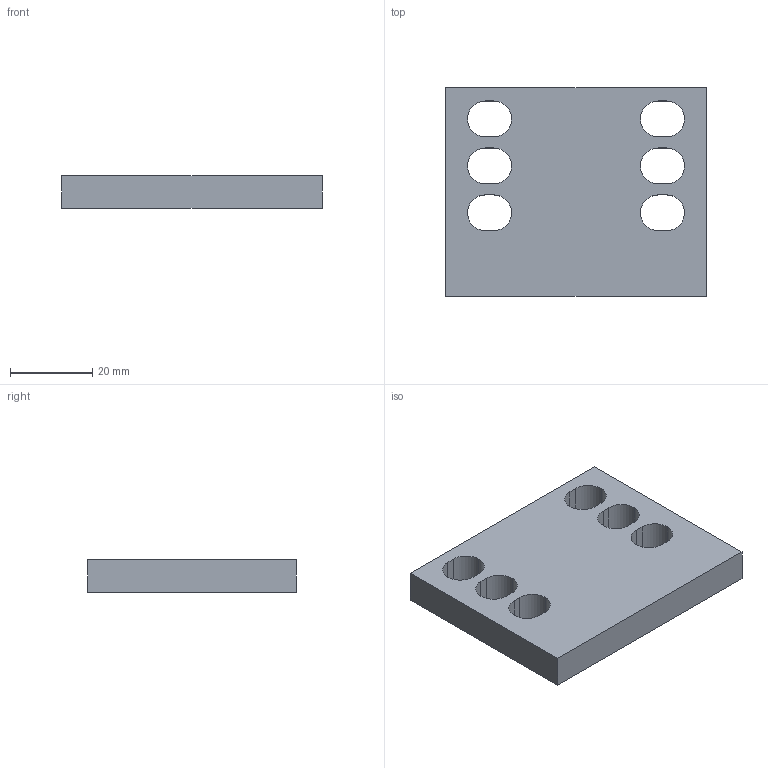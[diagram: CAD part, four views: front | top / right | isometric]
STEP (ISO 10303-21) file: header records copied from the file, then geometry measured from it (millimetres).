
FILE_DESCRIPTION(/* description */ ('STEP AP242','CAx-IF Rec.Pracs.---Representation and Presentation of Product Manufacturing Information (PMI)---4.0---2014-10-13','CAx-IF Rec.Pracs.---3D Tessellated Geometry---0.4---2014-09-14','2;1'),/* implementation_level */ '2;1');
FILE_NAME(/* name */ '628788594b3581580f72f228',/* time_stamp */ '2022-05-20T12:23:53+00:00',/* author */ (''),/* organization */ (''),/* preprocessor_version */ 'ST-DEVELOPER v18.102',/* originating_system */ ' ',/* authorisation */ ' ');
FILE_SCHEMA (('AP242_MANAGED_MODEL_BASED_3D_ENGINEERING_MIM_LF { 1 0 10303 442 1 1 4 }'));
Length unit declared in the file: metre
Products named in the file (1): DSCP031-M800
Bounding box: 63.5 x 50.8 x 8 mm (x, y, z)
Volume: 22099.8 mm3; surface area: 8861.1 mm2
Topology: 1 solids, 1 shells, 54 faces, 156 edges, 104 vertices
Faces by surface type: plane 30, cylinder 24
Entity records: 1834 total; most frequent: CARTESIAN_POINT 315, DIRECTION 314, ORIENTED_EDGE 312, EDGE_CURVE 156, LINE 108, VECTOR 108, VERTEX_POINT 104, AXIS2_PLACEMENT_3D 103
